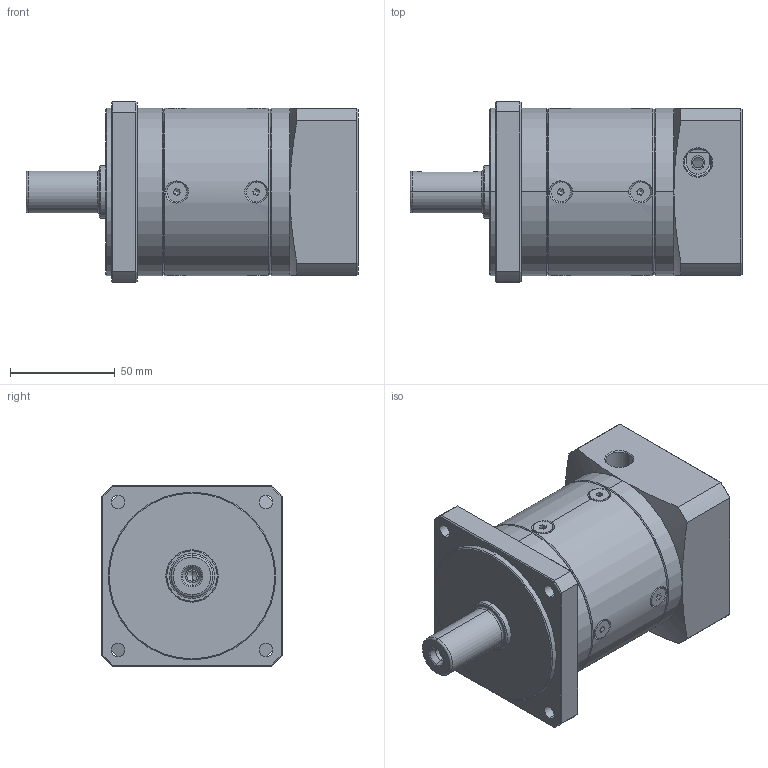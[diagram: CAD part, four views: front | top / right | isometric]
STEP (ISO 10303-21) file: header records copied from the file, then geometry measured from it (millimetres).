
FILE_DESCRIPTION (( 'STEP AP214' ), '1' );
FILE_NAME ('PRF-080N-010V-001.STEP', '2023-11-10T02:45:09', ( 'Sysceo.com' ), ( '' ), 'SwSTEP 2.0', 'SolidWorks 2023', '' );
FILE_SCHEMA (( 'AUTOMOTIVE_DESIGN' ));
Length unit declared in the file: millimetre
Products named in the file (5): PR080输入组件19-70-90-M6; PR080单级齿圈; PRF-080N-010V-001; PRF080输出组件-20轴; hexagon socket countersunk head screws gb_GB_FASTENER_SCREWS_HSCHS M5X10-N
Assembly tree (11 placements, depth 2):
  PRF-080N-010V-001
    PR080单级齿圈
    PR080输入组件19-70-90-M6
    PRF080输出组件-20轴
    hexagon socket countersunk head screws gb_GB_FASTENER_SCREWS_HSCHS M5X10-N  x8
Bounding box: 158.5 x 86 x 86 mm (x, y, z)
Volume: 594683.8 mm3; surface area: 88459.3 mm2
Topology: 11 solids, 11 shells, 438 faces, 1008 edges, 577 vertices
Faces by surface type: plane 162, cone 144, cylinder 112, torus 20
Entity records: 8401 total; most frequent: CARTESIAN_POINT 2429, DIRECTION 1280, ORIENTED_EDGE 1148, EDGE_CURVE 574, AXIS2_PLACEMENT_3D 512, VERTEX_POINT 346, EDGE_LOOP 298, ADVANCED_FACE 256
